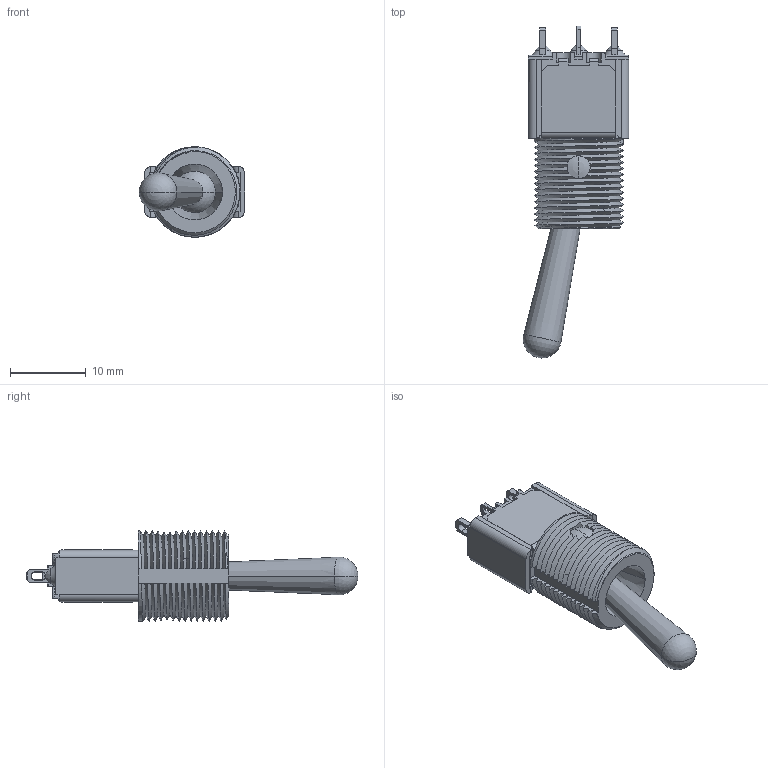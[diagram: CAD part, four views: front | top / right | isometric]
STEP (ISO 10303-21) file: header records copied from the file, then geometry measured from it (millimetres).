
FILE_DESCRIPTION((''),'2;1');
FILE_NAME('5636M_B','2012-09-11T',('francis'),(''),'PRO/ENGINEER BY PARAMETRIC TECHNOLOGY CORPORATION, 2011370','PRO/ENGINEER BY PARAMETRIC TECHNOLOGY CORPORATION, 2011370','');
FILE_SCHEMA(('CONFIG_CONTROL_DESIGN'));
Length unit declared in the file: millimetre
Products named in the file (1): 5636M_B
Bounding box: 13.9 x 43.69 x 11.9 mm (x, y, z)
Volume: 1748.8 mm3; surface area: 3214.4 mm2
Topology: 2 solids, 2 shells, 539 faces, 1563 edges, 974 vertices
Faces by surface type: plane 317, cylinder 115, bspline 61, torus 16, sphere 16, cone 14
Entity records: 26501 total; most frequent: CARTESIAN_POINT 12912, ORIENTED_EDGE 3114, DIRECTION 2460, EDGE_CURVE 1557, VERTEX_POINT 974, VECTOR 926, LINE 926, AXIS2_PLACEMENT_3D 767
